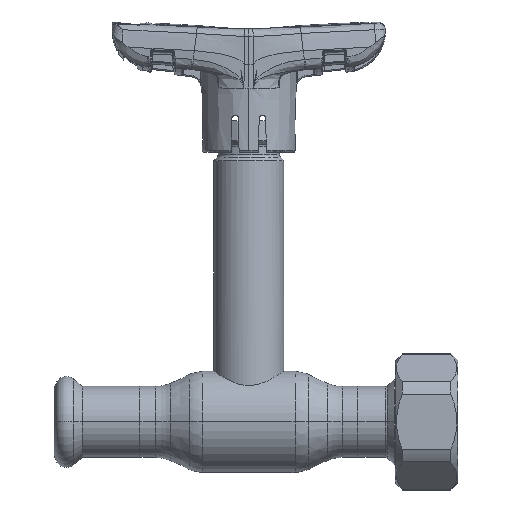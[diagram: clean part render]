
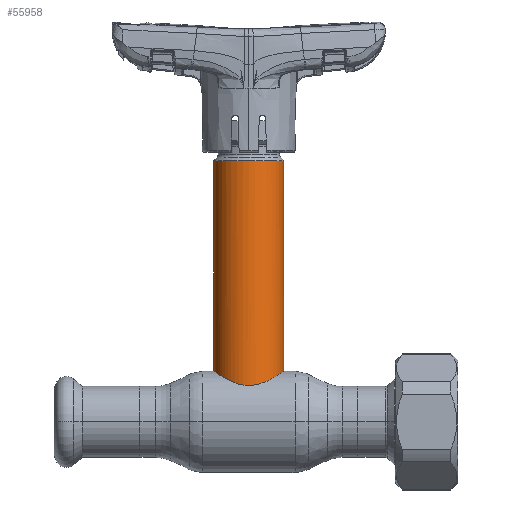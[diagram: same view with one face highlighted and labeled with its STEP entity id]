
A CAD part, top view. The second image highlights one B-rep face of the part: STEP entity #55958.
In plain terms, the highlighted cylindrical face has radius 9 mm (diameter 18 mm), a partial arc.
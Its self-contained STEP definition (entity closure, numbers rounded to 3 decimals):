
#1000 = DIRECTION ( 'NONE',  ( 0., -1., 0. ) ) ;
#1359 = FACE_OUTER_BOUND ( 'NONE', #42776, .T. ) ;
#1736 = ORIENTED_EDGE ( 'NONE', *, *, #8391, .T. ) ;
#3087 = CARTESIAN_POINT ( 'NONE',  ( -5.938, 11.097, 6.787 ) ) ;
#3381 = CARTESIAN_POINT ( 'NONE',  ( 8.922, 12.946, 1.22 ) ) ;
#3401 = CARTESIAN_POINT ( 'NONE',  ( 0., 0., 0. ) ) ;
#3672 = CARTESIAN_POINT ( 'NONE',  ( -3.249, 9.924, 8.398 ) ) ;
#3952 = CARTESIAN_POINT ( 'NONE',  ( 5.496, 10.864, 7.15 ) ) ;
#5946 = DIRECTION ( 'NONE',  ( 0., -1., 0. ) ) ;
#6020 = CIRCLE ( 'NONE', #47786, 9. ) ;
#7412 = CARTESIAN_POINT ( 'NONE',  ( -9., 13., 0. ) ) ;
#7506 = CARTESIAN_POINT ( 'NONE',  ( -0.308, 9.381, 9. ) ) ;
#8021 = CARTESIAN_POINT ( 'NONE',  ( 9., 13., 0. ) ) ;
#8101 = CARTESIAN_POINT ( 'NONE',  ( 8.029, 12.347, 4.077 ) ) ;
#8391 = EDGE_CURVE ( 'NONE', #53893, #10343, #6020, .T. ) ;
#8692 = CARTESIAN_POINT ( 'NONE',  ( 4.041, 10.212, 8.047 ) ) ;
#10343 = VERTEX_POINT ( 'NONE', #20899 ) ;
#11097 = ORIENTED_EDGE ( 'NONE', *, *, #56211, .T. ) ;
#11502 = B_SPLINE_CURVE_WITH_KNOTS ( 'NONE', 3,
 ( #53206, #16788, #35125, #40478, #58532, #35740, #34836, #30122, #22088, #3087, #49372, #12901, #39574, #3672, #57935, #12595, #36043, #48196, #49083, #52933, #7506, #30693, #21793, #17666, #53802, #40172, #8692, #44644, #30997, #3952, #54096, #39861, #26837, #58243, #26257, #8101, #43761, #48783, #44932, #17969, #3381, #25654, #21203, #12304 ),
 .UNSPECIFIED., .F., .F.,
 ( 4, 2, 2, 2, 2, 2, 2, 2, 2, 2, 2, 2, 2, 2, 2, 2, 2, 2, 2, 2, 2, 4 ),
 ( 0., 0.002, 0.004, 0.005, 0.007, 0.009, 0.011, 0.012, 0.013, 0.014, 0.015, 0.016, 0.018, 0.019, 0.02, 0.022, 0.024, 0.025, 0.026, 0.027, 0.028, 0.029 ),
 .UNSPECIFIED. ) ;
#12304 = CARTESIAN_POINT ( 'NONE',  ( 9., 13., 0. ) ) ;
#12595 = CARTESIAN_POINT ( 'NONE',  ( -2.403, 9.68, 8.678 ) ) ;
#12901 = CARTESIAN_POINT ( 'NONE',  ( -4.552, 10.419, 7.785 ) ) ;
#15044 = CYLINDRICAL_SURFACE ( 'NONE', #39604, 9. ) ;
#16788 = CARTESIAN_POINT ( 'NONE',  ( -9., 13., 0.618 ) ) ;
#17666 = CARTESIAN_POINT ( 'NONE',  ( 2.405, 9.667, 8.694 ) ) ;
#17969 = CARTESIAN_POINT ( 'NONE',  ( 8.875, 12.914, 1.525 ) ) ;
#19706 = CARTESIAN_POINT ( 'NONE',  ( -9., 0., 0. ) ) ;
#20340 = DIRECTION ( 'NONE',  ( 0., -1., 0. ) ) ;
#20899 = CARTESIAN_POINT ( 'NONE',  ( -9., 67.169, 0. ) ) ;
#21203 = CARTESIAN_POINT ( 'NONE',  ( 9., 13., 0.305 ) ) ;
#21793 = CARTESIAN_POINT ( 'NONE',  ( 1.215, 9.441, 8.938 ) ) ;
#22088 = CARTESIAN_POINT ( 'NONE',  ( -6.744, 11.549, 5.986 ) ) ;
#23600 = VECTOR ( 'NONE', #1000, 1000. ) ;
#25099 = DIRECTION ( 'NONE',  ( -1., 0., 0. ) ) ;
#25654 = CARTESIAN_POINT ( 'NONE',  ( 8.985, 12.989, 0.61 ) ) ;
#26257 = CARTESIAN_POINT ( 'NONE',  ( 7.748, 12.166, 4.589 ) ) ;
#26837 = CARTESIAN_POINT ( 'NONE',  ( 7.112, 11.769, 5.546 ) ) ;
#29191 = EDGE_CURVE ( 'NONE', #53893, #51745, #41602, .T. ) ;
#30122 = CARTESIAN_POINT ( 'NONE',  ( -7.11, 11.768, 5.549 ) ) ;
#30693 = CARTESIAN_POINT ( 'NONE',  ( 0.609, 9.381, 9. ) ) ;
#30997 = CARTESIAN_POINT ( 'NONE',  ( 4.79, 10.531, 7.625 ) ) ;
#31848 = CARTESIAN_POINT ( 'NONE',  ( 9., 0., 0. ) ) ;
#32426 = DIRECTION ( 'NONE',  ( -1., 0., 0. ) ) ;
#33776 = ORIENTED_EDGE ( 'NONE', *, *, #29191, .F. ) ;
#34057 = ORIENTED_EDGE ( 'NONE', *, *, #43240, .T. ) ;
#34836 = CARTESIAN_POINT ( 'NONE',  ( -7.764, 12.174, 4.589 ) ) ;
#35125 = CARTESIAN_POINT ( 'NONE',  ( -8.937, 12.956, 1.223 ) ) ;
#35740 = CARTESIAN_POINT ( 'NONE',  ( -8.046, 12.358, 4.075 ) ) ;
#36043 = CARTESIAN_POINT ( 'NONE',  ( -2.114, 9.612, 8.753 ) ) ;
#38881 = DIRECTION ( 'NONE',  ( 0., -1., 0. ) ) ;
#39263 = VECTOR ( 'NONE', #38881, 1000. ) ;
#39574 = CARTESIAN_POINT ( 'NONE',  ( -4.052, 10.206, 8.057 ) ) ;
#39604 = AXIS2_PLACEMENT_3D ( 'NONE', #3401, #20340, #25099 ) ;
#39861 = CARTESIAN_POINT ( 'NONE',  ( 6.747, 11.55, 5.984 ) ) ;
#40172 = CARTESIAN_POINT ( 'NONE',  ( 3.778, 10.11, 8.174 ) ) ;
#40478 = CARTESIAN_POINT ( 'NONE',  ( -8.694, 12.789, 2.406 ) ) ;
#41305 = CARTESIAN_POINT ( 'NONE',  ( 0., 67.169, 0. ) ) ;
#41602 = LINE ( 'NONE', #31848, #39263 ) ;
#41658 = LINE ( 'NONE', #19706, #23600 ) ;
#42776 = EDGE_LOOP ( 'NONE', ( #33776, #1736, #11097, #34057 ) ) ;
#43240 = EDGE_CURVE ( 'NONE', #50707, #51745, #11502, .T. ) ;
#43761 = CARTESIAN_POINT ( 'NONE',  ( 8.159, 12.433, 3.81 ) ) ;
#44644 = CARTESIAN_POINT ( 'NONE',  ( 4.547, 10.422, 7.772 ) ) ;
#44932 = CARTESIAN_POINT ( 'NONE',  ( 8.691, 12.787, 2.417 ) ) ;
#47786 = AXIS2_PLACEMENT_3D ( 'NONE', #41305, #5946, #32426 ) ;
#48196 = CARTESIAN_POINT ( 'NONE',  ( -1.526, 9.5, 8.875 ) ) ;
#48783 = CARTESIAN_POINT ( 'NONE',  ( 8.511, 12.665, 2.987 ) ) ;
#49083 = CARTESIAN_POINT ( 'NONE',  ( -1.227, 9.456, 8.921 ) ) ;
#49372 = CARTESIAN_POINT ( 'NONE',  ( -5.494, 10.863, 7.151 ) ) ;
#50208 = CARTESIAN_POINT ( 'NONE',  ( 9., 67.169, 0. ) ) ;
#50707 = VERTEX_POINT ( 'NONE', #7412 ) ;
#51745 = VERTEX_POINT ( 'NONE', #8021 ) ;
#52933 = CARTESIAN_POINT ( 'NONE',  ( -0.618, 9.396, 8.984 ) ) ;
#53206 = CARTESIAN_POINT ( 'NONE',  ( -9., 13., 0. ) ) ;
#53802 = CARTESIAN_POINT ( 'NONE',  ( 2.969, 9.827, 8.516 ) ) ;
#53893 = VERTEX_POINT ( 'NONE', #50208 ) ;
#54096 = CARTESIAN_POINT ( 'NONE',  ( 5.933, 11.095, 6.791 ) ) ;
#55958 = ADVANCED_FACE ( 'NONE', ( #1359 ), #15044, .T. ) ;
#56211 = EDGE_CURVE ( 'NONE', #10343, #50707, #41658, .T. ) ;
#57935 = CARTESIAN_POINT ( 'NONE',  ( -2.971, 9.836, 8.501 ) ) ;
#58243 = CARTESIAN_POINT ( 'NONE',  ( 7.597, 12.07, 4.835 ) ) ;
#58532 = CARTESIAN_POINT ( 'NONE',  ( -8.51, 12.665, 2.988 ) ) ;
